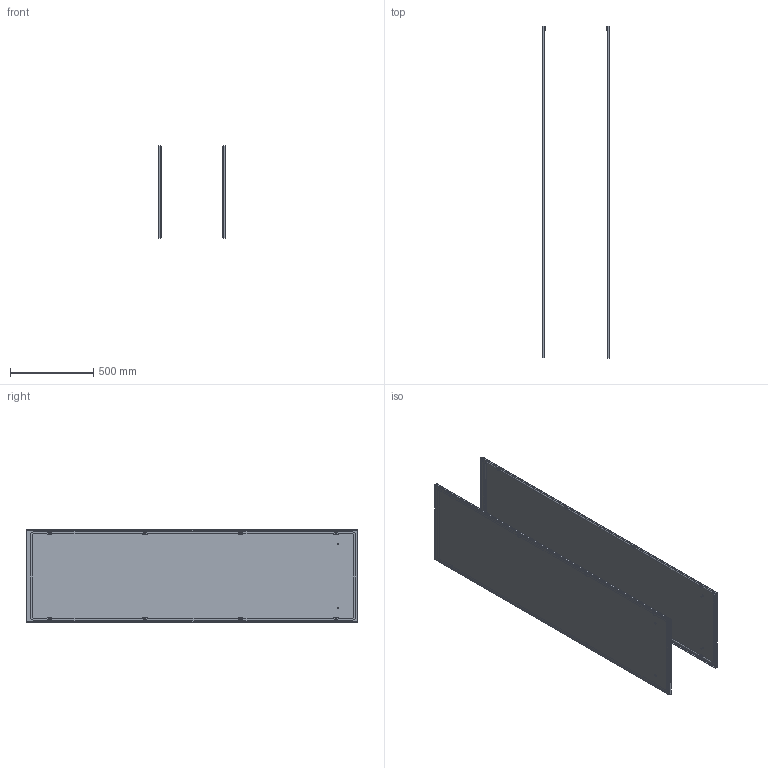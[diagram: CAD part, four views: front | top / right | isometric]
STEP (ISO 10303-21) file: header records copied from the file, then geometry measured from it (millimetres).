
FILE_DESCRIPTION (( 'STEP AP203' ), '1' );
FILE_NAME ('UR43500200406 Ñòåíêà áîêîâàÿ RS52 200.60 (2øò) (000.801.435-01) .STEP', '2022-04-12T09:25:45', ( '' ), ( '' ), 'SwSTEP 2.0', 'SolidWorks 2017', '' );
FILE_SCHEMA (( 'CONFIG_CONTROL_DESIGN' ));
Length unit declared in the file: millimetre
Products named in the file (7): Âèíò ISO 7380-2 TX_Œ5å12; 000.130.404 Ñòåíêà áîêîâàÿ RS52 200.00_01 (00.60); UR43500200406 Ñòåíêà áîêîâàÿ RS52 200.60 (2øò)  (000.801.435-01) ; 000.132.178 Îñíîâàíèå ñòåíêè áîêîâîé RS52 200.00_01 (00.60); Óïëîòíèòåëü ÏÏÓ äëÿ ñòåíêè áîêîâîé RS52_21 (200å60); Øïèëüêà çàçåìëåíèÿ CKF CS_Œ6å16; 005-342 Ïàíåëü ñòåíêè áîêîâîé RS52 200.00_01 (00.60)
Assembly tree (23 placements, depth 4):
  UR43500200406 Ñòåíêà áîêîâàÿ RS52 200.60 (2øò)  (000.801.435-01) 
    000.130.404 Ñòåíêà áîêîâàÿ RS52 200.00_01 (00.60)  x2
      000.132.178 Îñíîâàíèå ñòåíêè áîêîâîé RS52 200.00_01 (00.60)
        005-342 Ïàíåëü ñòåíêè áîêîâîé RS52 200.00_01 (00.60)
        Øïèëüêà çàçåìëåíèÿ CKF CS_Œ6å16  x2
      Óïëîòíèòåëü ÏÏÓ äëÿ ñòåíêè áîêîâîé RS52_21 (200å60)
    Âèíò ISO 7380-2 TX_Œ5å12  x16
Bounding box: 408.8 x 1997 x 556 mm (x, y, z)
Volume: 3895247.1 mm3; surface area: 5085014.4 mm2
Topology: 24 solids, 24 shells, 1238 faces, 3390 edges, 2256 vertices
Faces by surface type: cylinder 448, plane 442, torus 256, bspline 52, cone 40
Entity records: 11337 total; most frequent: CARTESIAN_POINT 2912, DIRECTION 1679, ORIENTED_EDGE 1412, AXIS2_PLACEMENT_3D 719, EDGE_CURVE 706, VERTEX_POINT 417, CIRCLE 386, EDGE_LOOP 355
